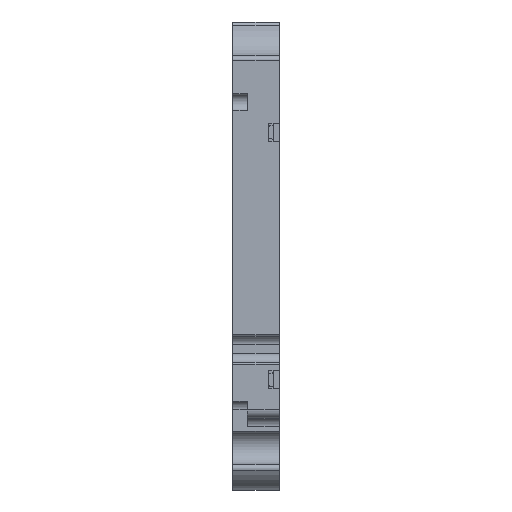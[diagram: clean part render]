
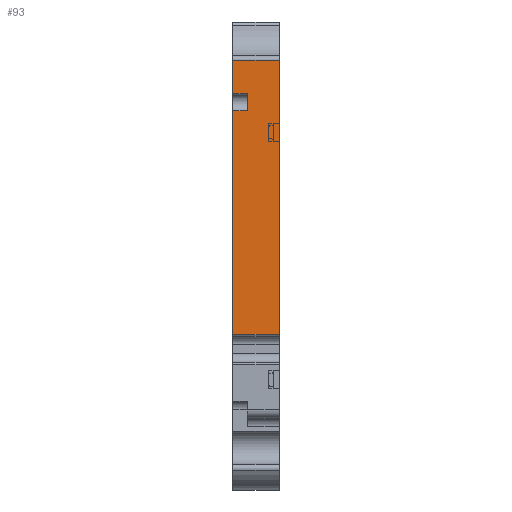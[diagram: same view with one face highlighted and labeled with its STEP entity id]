
A CAD part, left-side view. The second image highlights one B-rep face of the part: STEP entity #93.
In plain terms, the highlighted planar face has unit normal (-1, 0, 0).
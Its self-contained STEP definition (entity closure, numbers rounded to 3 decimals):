
#93 = ADVANCED_FACE ( 'NONE', ( #258 ), #3695, .F. ) ;
#258 = FACE_OUTER_BOUND ( 'NONE', #6257, .T. ) ;
#427 = CARTESIAN_POINT ( 'NONE',  ( -79.85, 7.5, 34. ) ) ;
#538 = VECTOR ( 'NONE', #3980, 1000. ) ;
#552 = VECTOR ( 'NONE', #3551, 1000. ) ;
#852 = CARTESIAN_POINT ( 'NONE',  ( -79.85, 11., 45.906 ) ) ;
#1038 = CARTESIAN_POINT ( 'NONE',  ( -79.85, 0., -18.35 ) ) ;
#1203 = EDGE_CURVE ( 'NONE', #2564, #3705, #2864, .T. ) ;
#1272 = ORIENTED_EDGE ( 'NONE', *, *, #1203, .F. ) ;
#1300 = VECTOR ( 'NONE', #3225, 1000. ) ;
#1373 = DIRECTION ( 'NONE',  ( 0., 0., -1. ) ) ;
#1411 = LINE ( 'NONE', #6504, #1300 ) ;
#1439 = CARTESIAN_POINT ( 'NONE',  ( -79.85, 11., -54.85 ) ) ;
#1646 = ORIENTED_EDGE ( 'NONE', *, *, #2266, .F. ) ;
#1820 = EDGE_CURVE ( 'NONE', #6997, #7295, #3250, .T. ) ;
#1880 = CARTESIAN_POINT ( 'NONE',  ( -79.85, 11., 45.906 ) ) ;
#1921 = CARTESIAN_POINT ( 'NONE',  ( -79.85, 11., -18.35 ) ) ;
#2133 = CARTESIAN_POINT ( 'NONE',  ( -79.85, 0., 45.906 ) ) ;
#2266 = EDGE_CURVE ( 'NONE', #7295, #6045, #6879, .T. ) ;
#2523 = LINE ( 'NONE', #427, #3313 ) ;
#2564 = VERTEX_POINT ( 'NONE', #5185 ) ;
#2706 = EDGE_CURVE ( 'NONE', #2564, #6817, #5869, .T. ) ;
#2711 = CARTESIAN_POINT ( 'NONE',  ( -79.85, 7.5, 34. ) ) ;
#2813 = ORIENTED_EDGE ( 'NONE', *, *, #5610, .T. ) ;
#2864 = LINE ( 'NONE', #6775, #538 ) ;
#2908 = CARTESIAN_POINT ( 'NONE',  ( -79.85, 11., 34. ) ) ;
#2971 = ORIENTED_EDGE ( 'NONE', *, *, #6342, .F. ) ;
#3030 = DIRECTION ( 'NONE',  ( 0., 1., 0. ) ) ;
#3225 = DIRECTION ( 'NONE',  ( 0., 0., 1. ) ) ;
#3250 = LINE ( 'NONE', #7194, #6079 ) ;
#3313 = VECTOR ( 'NONE', #4250, 1000. ) ;
#3551 = DIRECTION ( 'NONE',  ( 0., 0., 1. ) ) ;
#3585 = VERTEX_POINT ( 'NONE', #2133 ) ;
#3695 = PLANE ( 'NONE',  #5135 ) ;
#3705 = VERTEX_POINT ( 'NONE', #2908 ) ;
#3980 = DIRECTION ( 'NONE',  ( 0., 0., 1. ) ) ;
#4131 = CARTESIAN_POINT ( 'NONE',  ( -79.85, 0., -54.85 ) ) ;
#4204 = DIRECTION ( 'NONE',  ( 0., 0., 1. ) ) ;
#4250 = DIRECTION ( 'NONE',  ( 0., 1., 0. ) ) ;
#4288 = EDGE_CURVE ( 'NONE', #3585, #6045, #4663, .T. ) ;
#4353 = DIRECTION ( 'NONE',  ( 0., 1., 0. ) ) ;
#4597 = CARTESIAN_POINT ( 'NONE',  ( -79.85, 11., 38. ) ) ;
#4601 = CARTESIAN_POINT ( 'NONE',  ( -79.85, 11., -54.85 ) ) ;
#4663 = LINE ( 'NONE', #852, #6637 ) ;
#4840 = DIRECTION ( 'NONE',  ( 1., 0., 0. ) ) ;
#5133 = ORIENTED_EDGE ( 'NONE', *, *, #4288, .T. ) ;
#5135 = AXIS2_PLACEMENT_3D ( 'NONE', #1439, #4840, #1373 ) ;
#5161 = ORIENTED_EDGE ( 'NONE', *, *, #6273, .T. ) ;
#5185 = CARTESIAN_POINT ( 'NONE',  ( -79.85, 11., -18.35 ) ) ;
#5204 = CARTESIAN_POINT ( 'NONE',  ( -79.85, 7.5, 38. ) ) ;
#5610 = EDGE_CURVE ( 'NONE', #6817, #3585, #6969, .T. ) ;
#5674 = VECTOR ( 'NONE', #4204, 1000. ) ;
#5869 = LINE ( 'NONE', #1921, #6092 ) ;
#6045 = VERTEX_POINT ( 'NONE', #1880 ) ;
#6079 = VECTOR ( 'NONE', #4353, 1000. ) ;
#6092 = VECTOR ( 'NONE', #6381, 1000. ) ;
#6257 = EDGE_LOOP ( 'NONE', ( #1272, #6385, #2813, #5133, #1646, #6698, #2971, #5161 ) ) ;
#6273 = EDGE_CURVE ( 'NONE', #6443, #3705, #2523, .T. ) ;
#6342 = EDGE_CURVE ( 'NONE', #6443, #6997, #1411, .T. ) ;
#6381 = DIRECTION ( 'NONE',  ( 0., -1., 0. ) ) ;
#6385 = ORIENTED_EDGE ( 'NONE', *, *, #2706, .T. ) ;
#6443 = VERTEX_POINT ( 'NONE', #2711 ) ;
#6504 = CARTESIAN_POINT ( 'NONE',  ( -79.85, 7.5, 34. ) ) ;
#6637 = VECTOR ( 'NONE', #3030, 1000. ) ;
#6698 = ORIENTED_EDGE ( 'NONE', *, *, #1820, .F. ) ;
#6775 = CARTESIAN_POINT ( 'NONE',  ( -79.85, 11., -54.85 ) ) ;
#6817 = VERTEX_POINT ( 'NONE', #1038 ) ;
#6879 = LINE ( 'NONE', #4601, #552 ) ;
#6969 = LINE ( 'NONE', #4131, #5674 ) ;
#6997 = VERTEX_POINT ( 'NONE', #5204 ) ;
#7194 = CARTESIAN_POINT ( 'NONE',  ( -79.85, 7.5, 38. ) ) ;
#7295 = VERTEX_POINT ( 'NONE', #4597 ) ;
